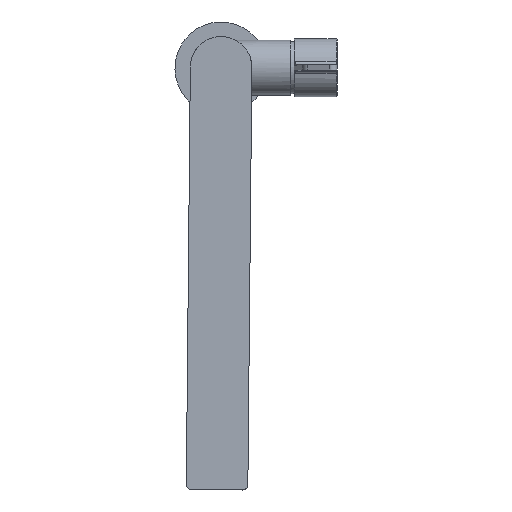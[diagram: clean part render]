
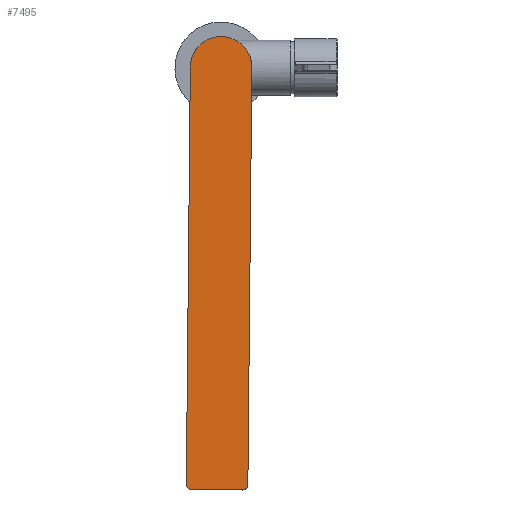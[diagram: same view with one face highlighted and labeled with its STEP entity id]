
A CAD part, top view. The second image highlights one B-rep face of the part: STEP entity #7495.
In plain terms, the highlighted planar face has unit normal (0, 0, 1).
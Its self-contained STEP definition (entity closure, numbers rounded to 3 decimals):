
#161 = VERTEX_POINT ( 'NONE', #12779 ) ;
#356 = CARTESIAN_POINT ( 'NONE',  ( -20.355, -243.815, 276.5 ) ) ;
#676 = EDGE_CURVE ( 'NONE', #11485, #15132, #12236, .T. ) ;
#869 = ORIENTED_EDGE ( 'NONE', *, *, #8122, .T. ) ;
#916 = CIRCLE ( 'NONE', #3821, 3. ) ;
#990 = DIRECTION ( 'NONE',  ( 0., 0., 1. ) ) ;
#1063 = DIRECTION ( 'NONE',  ( 0., 0., 1. ) ) ;
#2012 = LINE ( 'NONE', #11509, #7970 ) ;
#2553 = CARTESIAN_POINT ( 'NONE',  ( -17.355, -243.844, 276.5 ) ) ;
#2748 = VERTEX_POINT ( 'NONE', #13467 ) ;
#2795 = DIRECTION ( 'NONE',  ( -0.01, -1., 0. ) ) ;
#3268 = ORIENTED_EDGE ( 'NONE', *, *, #8495, .T. ) ;
#3449 = CARTESIAN_POINT ( 'NONE',  ( 12.643, -244.133, 276.5 ) ) ;
#3773 = AXIS2_PLACEMENT_3D ( 'NONE', #2553, #9732, #10856 ) ;
#3821 = AXIS2_PLACEMENT_3D ( 'NONE', #3449, #11108, #14818 ) ;
#3944 = CIRCLE ( 'NONE', #3773, 3. ) ;
#4068 = CARTESIAN_POINT ( 'NONE',  ( 17.999, -0.174, 276.5 ) ) ;
#4140 = VECTOR ( 'NONE', #8477, 1000. ) ;
#4579 = CARTESIAN_POINT ( 'NONE',  ( 0., 0., 276.5 ) ) ;
#4764 = VECTOR ( 'NONE', #2795, 1000. ) ;
#5101 = CARTESIAN_POINT ( 'NONE',  ( -17.999, 0.174, 276.5 ) ) ;
#5584 = ORIENTED_EDGE ( 'NONE', *, *, #9291, .F. ) ;
#5854 = ORIENTED_EDGE ( 'NONE', *, *, #676, .T. ) ;
#5944 = LINE ( 'NONE', #15029, #4140 ) ;
#7495 = ADVANCED_FACE ( 'NONE', ( #13368 ), #12804, .T. ) ;
#7831 = EDGE_CURVE ( 'NONE', #2748, #161, #916, .T. ) ;
#7970 = VECTOR ( 'NONE', #15025, 1000. ) ;
#8122 = EDGE_CURVE ( 'NONE', #9293, #2748, #2012, .T. ) ;
#8477 = DIRECTION ( 'NONE',  ( -0.01, -1., 0. ) ) ;
#8495 = EDGE_CURVE ( 'NONE', #13208, #11485, #13415, .T. ) ;
#8945 = ORIENTED_EDGE ( 'NONE', *, *, #13063, .T. ) ;
#9291 = EDGE_CURVE ( 'NONE', #13208, #161, #5944, .T. ) ;
#9293 = VERTEX_POINT ( 'NONE', #10210 ) ;
#9732 = DIRECTION ( 'NONE',  ( 0., 0., 1. ) ) ;
#9909 = CARTESIAN_POINT ( 'NONE',  ( -17.999, 0.174, 276.5 ) ) ;
#10170 = AXIS2_PLACEMENT_3D ( 'NONE', #4579, #1063, #10549 ) ;
#10210 = CARTESIAN_POINT ( 'NONE',  ( -17.384, -246.844, 276.5 ) ) ;
#10549 = DIRECTION ( 'NONE',  ( 1., -0.01, 0. ) ) ;
#10581 = EDGE_LOOP ( 'NONE', ( #5854, #8945, #869, #14575, #5584, #3268 ) ) ;
#10856 = DIRECTION ( 'NONE',  ( 1., -0.01, 0. ) ) ;
#11108 = DIRECTION ( 'NONE',  ( 0., 0., 1. ) ) ;
#11304 = AXIS2_PLACEMENT_3D ( 'NONE', #14004, #990, #12717 ) ;
#11485 = VERTEX_POINT ( 'NONE', #5101 ) ;
#11509 = CARTESIAN_POINT ( 'NONE',  ( -20.384, -246.815, 276.5 ) ) ;
#12236 = LINE ( 'NONE', #9909, #4764 ) ;
#12717 = DIRECTION ( 'NONE',  ( 1., -0.01, 0. ) ) ;
#12779 = CARTESIAN_POINT ( 'NONE',  ( 15.643, -244.162, 276.5 ) ) ;
#12804 = PLANE ( 'NONE',  #11304 ) ;
#13063 = EDGE_CURVE ( 'NONE', #15132, #9293, #3944, .T. ) ;
#13208 = VERTEX_POINT ( 'NONE', #4068 ) ;
#13368 = FACE_OUTER_BOUND ( 'NONE', #10581, .T. ) ;
#13415 = CIRCLE ( 'NONE', #10170, 18. ) ;
#13467 = CARTESIAN_POINT ( 'NONE',  ( 12.614, -247.133, 276.5 ) ) ;
#14004 = CARTESIAN_POINT ( 'NONE',  ( 0., 0., 276.5 ) ) ;
#14575 = ORIENTED_EDGE ( 'NONE', *, *, #7831, .T. ) ;
#14818 = DIRECTION ( 'NONE',  ( 1., -0.01, 0. ) ) ;
#15025 = DIRECTION ( 'NONE',  ( 1., -0.01, 0. ) ) ;
#15029 = CARTESIAN_POINT ( 'NONE',  ( 17.999, -0.174, 276.5 ) ) ;
#15132 = VERTEX_POINT ( 'NONE', #356 ) ;
